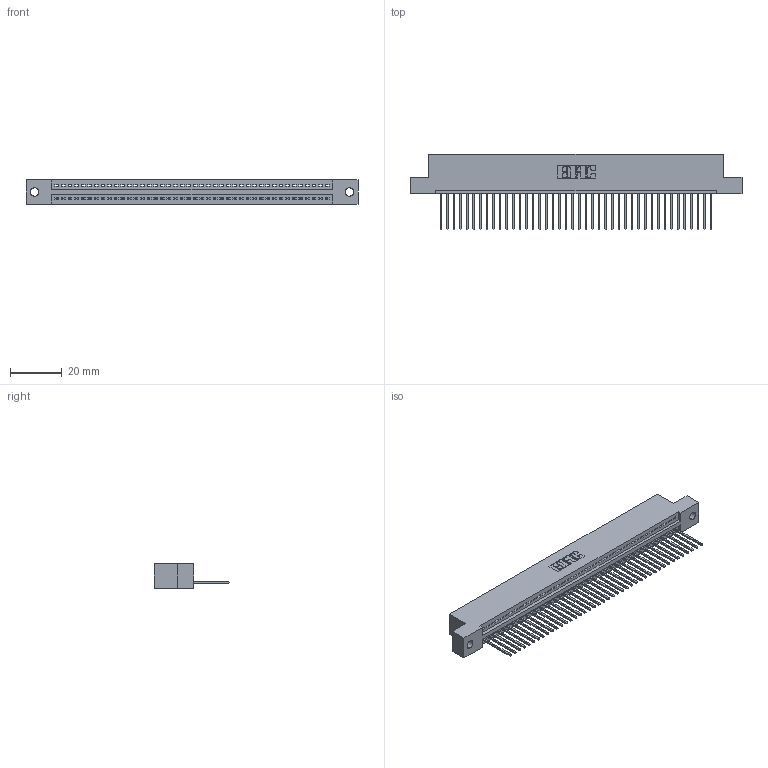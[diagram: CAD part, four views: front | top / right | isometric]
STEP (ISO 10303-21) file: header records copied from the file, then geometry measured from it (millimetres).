
FILE_DESCRIPTION (( 'STEP AP203' ), '1' );
FILE_NAME ('345-042-540-102.STEP', '2018-09-07T19:37:13', ( '' ), ( '' ), 'SwSTEP 2.0', 'SolidWorks 2016', '' );
FILE_SCHEMA (( 'CONFIG_CONTROL_DESIGN' ));
Length unit declared in the file: inch
Products named in the file (3): 345-292-001_345-293-140; 345-042-540-102; 345 Part_Flush Mounting Lugs - 0.128 Dia
Assembly tree (43 placements, depth 2):
  345-042-540-102
    345 Part_Flush Mounting Lugs - 0.128 Dia
    345-292-001_345-293-140  x42
Bounding box: 127.89 x 29.13 x 9.4 mm (x, y, z)
Volume: 12167.2 mm3; surface area: 16306.9 mm2
Topology: 43 solids, 43 shells, 2562 faces, 7733 edges, 5098 vertices
Faces by surface type: plane 1760, cylinder 802
Entity records: 31631 total; most frequent: CARTESIAN_POINT 5486, ORIENTED_EDGE 5462, DIRECTION 4791, EDGE_CURVE 2731, LINE 2431, VECTOR 2431, VERTEX_POINT 1818, AXIS2_PLACEMENT_3D 1180
